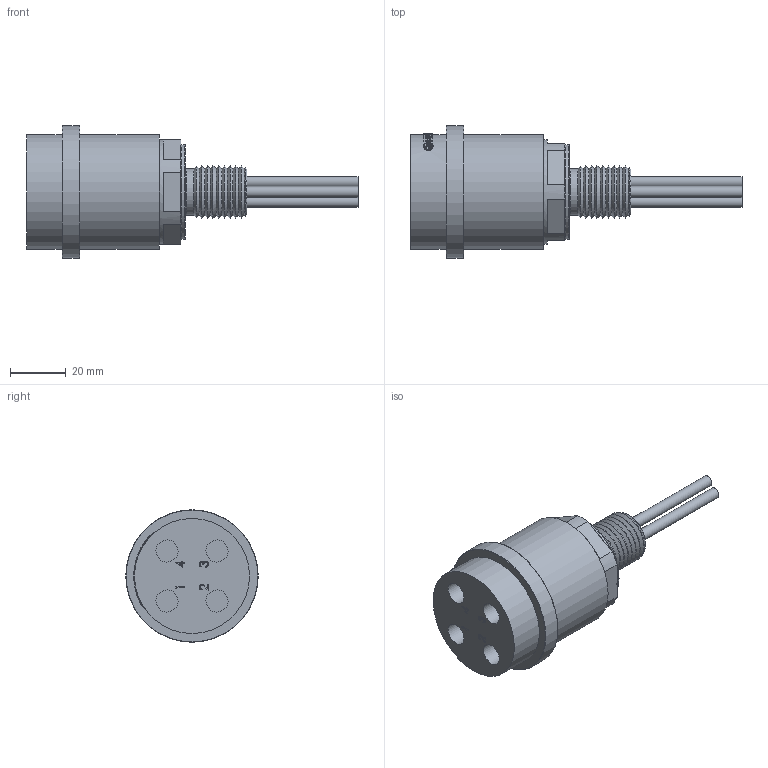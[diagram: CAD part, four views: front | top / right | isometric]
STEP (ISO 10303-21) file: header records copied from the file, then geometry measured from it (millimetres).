
FILE_DESCRIPTION(/* description */ ('STEP AP214'),/* implementation_level */ '2;1');
FILE_NAME(/* name */ 'HPBH4F.stp',/* time_stamp */ '2021-01-13T09:20:38+01:00',/* author */ ('sh'),/* organization */ (''),/* preprocessor_version */ 'ST-DEVELOPER v17.2',/* originating_system */ 'Autodesk Inventor 2019',/* authorisation */ '');
FILE_SCHEMA (('AUTOMOTIVE_DESIGN { 1 0 10303 214 3 1 1 }'));
Length unit declared in the file: inch
Products named in the file (1): HPBH4F
Bounding box: 119.25 x 47.6 x 47.6 mm (x, y, z)
Volume: 77959.4 mm3; surface area: 17447.1 mm2
Topology: 1 solids, 1 shells, 241 faces, 648 edges, 443 vertices
Faces by surface type: plane 110, bspline 73, cylinder 30, cone 20, torus 8
Full cylindrical faces by diameter (mm): 3.054 x1, 3.383 x1, 3.988 x4, 7.938 x4, 16.764 x1, 34.036 x1, 37.719 x1, 41.3 x2, 47.6 x1
Entity records: 11335 total; most frequent: CARTESIAN_POINT 5470, ORIENTED_EDGE 1292, DIRECTION 1015, EDGE_CURVE 646, VERTEX_POINT 439, AXIS2_PLACEMENT_3D 356, LINE 303, VECTOR 303
